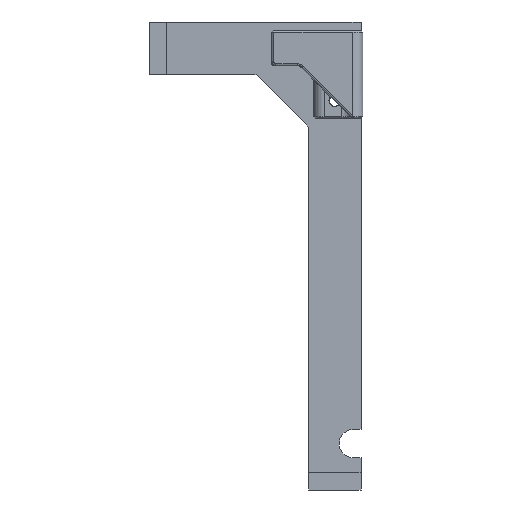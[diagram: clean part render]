
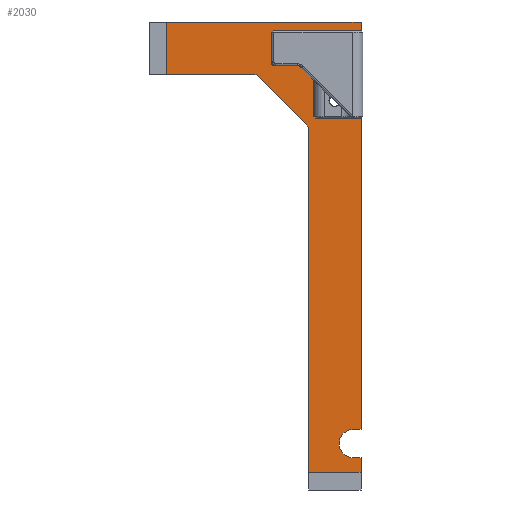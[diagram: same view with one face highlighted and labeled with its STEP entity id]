
A CAD part, left-side view. The second image highlights one B-rep face of the part: STEP entity #2030.
In plain terms, the highlighted planar face has unit normal (-1, 0, 0).
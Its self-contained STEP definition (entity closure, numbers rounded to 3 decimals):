
#64=FACE_BOUND('',#705,.T.);
#65=FACE_BOUND('',#706,.T.);
#206=LINE('',#5093,#380);
#213=LINE('',#5108,#387);
#220=LINE('',#5122,#394);
#221=LINE('',#5124,#395);
#222=LINE('',#5128,#396);
#223=LINE('',#5130,#397);
#224=LINE('',#5131,#398);
#225=LINE('',#5133,#399);
#226=LINE('',#5135,#400);
#227=LINE('',#5136,#401);
#380=VECTOR('',#2631,10.);
#387=VECTOR('',#2642,10.);
#394=VECTOR('',#2653,10.);
#395=VECTOR('',#2654,10.);
#396=VECTOR('',#2657,10.);
#397=VECTOR('',#2658,10.);
#398=VECTOR('',#2659,10.);
#399=VECTOR('',#2660,10.);
#400=VECTOR('',#2661,10.);
#401=VECTOR('',#2662,10.);
#469=PLANE('',#2208);
#579=FACE_OUTER_BOUND('',#704,.T.);
#704=EDGE_LOOP('',(#1817,#1818,#1819,#1820,#1821,#1822,#1823,#1824,#1825,
#1826,#1827));
#705=EDGE_LOOP('',(#1828));
#706=EDGE_LOOP('',(#1829));
#786=CIRCLE('',#2209,4.05);
#787=CIRCLE('',#2210,1.55);
#788=CIRCLE('',#2211,1.55);
#990=VERTEX_POINT('',#5091);
#991=VERTEX_POINT('',#5092);
#996=VERTEX_POINT('',#5106);
#997=VERTEX_POINT('',#5107);
#1002=VERTEX_POINT('',#5121);
#1003=VERTEX_POINT('',#5123);
#1004=VERTEX_POINT('',#5125);
#1005=VERTEX_POINT('',#5127);
#1006=VERTEX_POINT('',#5129);
#1007=VERTEX_POINT('',#5132);
#1008=VERTEX_POINT('',#5134);
#1009=VERTEX_POINT('',#5137);
#1010=VERTEX_POINT('',#5139);
#1266=EDGE_CURVE('',#990,#991,#206,.T.);
#1273=EDGE_CURVE('',#996,#997,#213,.T.);
#1280=EDGE_CURVE('',#991,#1002,#220,.T.);
#1281=EDGE_CURVE('',#1002,#1003,#221,.T.);
#1282=EDGE_CURVE('',#1003,#1004,#786,.T.);
#1283=EDGE_CURVE('',#1004,#1005,#222,.T.);
#1284=EDGE_CURVE('',#1005,#1006,#223,.T.);
#1285=EDGE_CURVE('',#1006,#996,#224,.T.);
#1286=EDGE_CURVE('',#997,#1007,#225,.T.);
#1287=EDGE_CURVE('',#1007,#1008,#226,.T.);
#1288=EDGE_CURVE('',#1008,#990,#227,.T.);
#1289=EDGE_CURVE('',#1009,#1009,#787,.T.);
#1290=EDGE_CURVE('',#1010,#1010,#788,.T.);
#1817=ORIENTED_EDGE('',*,*,#1266,.T.);
#1818=ORIENTED_EDGE('',*,*,#1280,.T.);
#1819=ORIENTED_EDGE('',*,*,#1281,.T.);
#1820=ORIENTED_EDGE('',*,*,#1282,.T.);
#1821=ORIENTED_EDGE('',*,*,#1283,.T.);
#1822=ORIENTED_EDGE('',*,*,#1284,.T.);
#1823=ORIENTED_EDGE('',*,*,#1285,.T.);
#1824=ORIENTED_EDGE('',*,*,#1273,.T.);
#1825=ORIENTED_EDGE('',*,*,#1286,.T.);
#1826=ORIENTED_EDGE('',*,*,#1287,.T.);
#1827=ORIENTED_EDGE('',*,*,#1288,.T.);
#1828=ORIENTED_EDGE('',*,*,#1289,.T.);
#1829=ORIENTED_EDGE('',*,*,#1290,.T.);
#2030=ADVANCED_FACE('',(#579,#64,#65),#469,.F.);
#2208=AXIS2_PLACEMENT_3D('',#5120,#2651,#2652);
#2209=AXIS2_PLACEMENT_3D('',#5126,#2655,#2656);
#2210=AXIS2_PLACEMENT_3D('',#5138,#2663,#2664);
#2211=AXIS2_PLACEMENT_3D('',#5140,#2665,#2666);
#2631=DIRECTION('',(0.,-1.,0.));
#2642=DIRECTION('',(0.,0.,-1.));
#2651=DIRECTION('center_axis',(1.,0.,0.));
#2652=DIRECTION('ref_axis',(0.,0.,-1.));
#2653=DIRECTION('',(0.,0.,1.));
#2654=DIRECTION('',(0.,1.,0.));
#2655=DIRECTION('center_axis',(1.,0.,0.));
#2656=DIRECTION('ref_axis',(0.,1.,0.));
#2657=DIRECTION('',(0.,-1.,0.));
#2658=DIRECTION('',(0.,0.,1.));
#2659=DIRECTION('',(0.,1.,0.));
#2660=DIRECTION('',(0.,-1.,0.));
#2661=DIRECTION('',(0.,-0.707,-0.707));
#2662=DIRECTION('',(0.,0.,-1.));
#2663=DIRECTION('center_axis',(1.,0.,0.));
#2664=DIRECTION('ref_axis',(0.,1.,0.));
#2665=DIRECTION('center_axis',(1.,0.,0.));
#2666=DIRECTION('ref_axis',(0.,1.,0.));
#5091=CARTESIAN_POINT('',(169.1,301.5,-178.5));
#5092=CARTESIAN_POINT('',(169.1,286.5,-178.5));
#5093=CARTESIAN_POINT('',(169.1,301.625,-178.5));
#5106=CARTESIAN_POINT('',(169.1,342.,-49.8));
#5107=CARTESIAN_POINT('',(169.1,342.,-64.8));
#5108=CARTESIAN_POINT('',(169.1,342.,-90.725));
#5120=CARTESIAN_POINT('Origin',(169.1,316.75,-116.65));
#5121=CARTESIAN_POINT('',(169.1,286.5,-174.3));
#5122=CARTESIAN_POINT('',(169.1,286.5,-145.475));
#5123=CARTESIAN_POINT('',(169.1,288.7,-174.3));
#5124=CARTESIAN_POINT('',(169.1,302.725,-174.3));
#5125=CARTESIAN_POINT('',(169.1,288.7,-166.2));
#5126=CARTESIAN_POINT('Origin',(169.1,288.7,-170.25));
#5127=CARTESIAN_POINT('',(169.1,286.5,-166.2));
#5128=CARTESIAN_POINT('',(169.1,301.625,-166.2));
#5129=CARTESIAN_POINT('',(169.1,286.5,-49.8));
#5130=CARTESIAN_POINT('',(169.1,286.5,-83.225));
#5131=CARTESIAN_POINT('',(169.1,331.875,-49.8));
#5132=CARTESIAN_POINT('',(169.1,316.5,-64.8));
#5133=CARTESIAN_POINT('',(169.1,316.625,-64.8));
#5134=CARTESIAN_POINT('',(169.1,301.5,-79.8));
#5135=CARTESIAN_POINT('',(169.1,296.1,-85.2));
#5136=CARTESIAN_POINT('',(169.1,301.5,-150.075));
#5137=CARTESIAN_POINT('',(169.1,292.45,-72.3));
#5138=CARTESIAN_POINT('Origin',(169.1,294.,-72.3));
#5139=CARTESIAN_POINT('',(169.1,292.45,-57.3));
#5140=CARTESIAN_POINT('Origin',(169.1,294.,-57.3));
